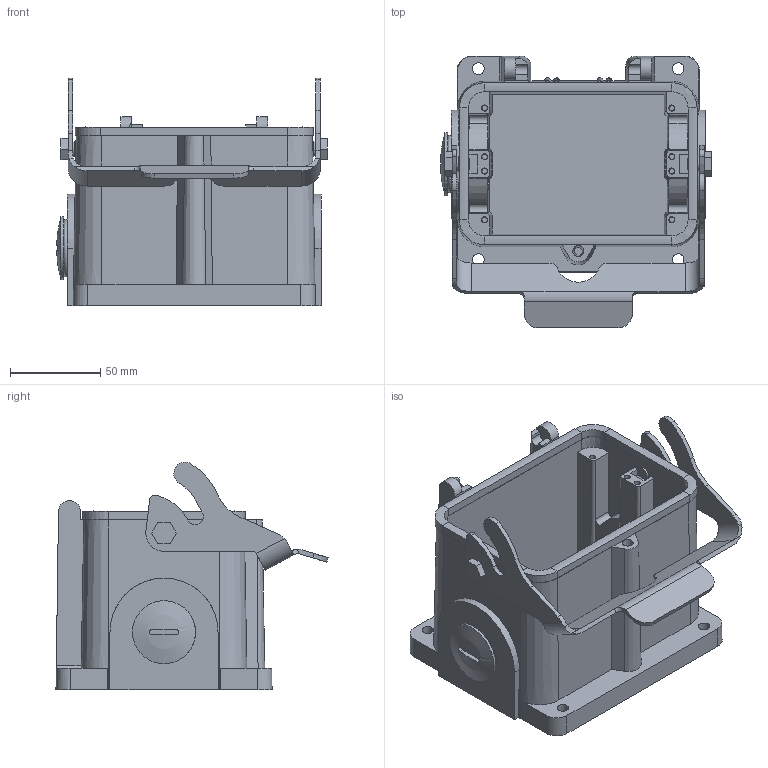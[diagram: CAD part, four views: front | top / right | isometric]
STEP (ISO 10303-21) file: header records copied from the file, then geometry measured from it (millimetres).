
FILE_DESCRIPTION(/* description */ (''),/* implementation_level */ '2;1');
FILE_NAME(/* name */ '100199292ugm000_d.stp',/* time_stamp */ '2020-02-14T10:47:27+01:00',/* author */ (''),/* organization */ (''),/* preprocessor_version */ 'ST-DEVELOPER v16.7',/* originating_system */ 'SIEMENS PLM Software NX 12.0',/* authorisation */ '');
FILE_SCHEMA (('AUTOMOTIVE_DESIGN { 1 0 10303 214 3 1 1 1 }'));
Length unit declared in the file: millimetre
Products named in the file (1): 100199292ugm000_d
Bounding box: 150.49 x 151.08 x 126.36 mm (x, y, z)
Volume: 485123.3 mm3; surface area: 145566.3 mm2
Topology: 2 solids, 4 shells, 502 faces, 1406 edges, 1028 vertices
Faces by surface type: plane 317, cylinder 101, cone 52, bspline 20, torus 9, extrusion 2, sphere 1
Full cylindrical faces by diameter (mm): 2.05 x1, 2.422 x1, 3 x1, 4.8 x2, 6 x2, 8 x2, 25 x1, 28 x2, 30.6 x1, 32 x2, 35 x1
Entity records: 18806 total; most frequent: CARTESIAN_POINT 4014, DIRECTION 2550, ORIENTED_EDGE 2516, EDGE_CURVE 1258, VECTOR 884, LINE 882, AXIS2_PLACEMENT_3D 833, VERTEX_POINT 831
